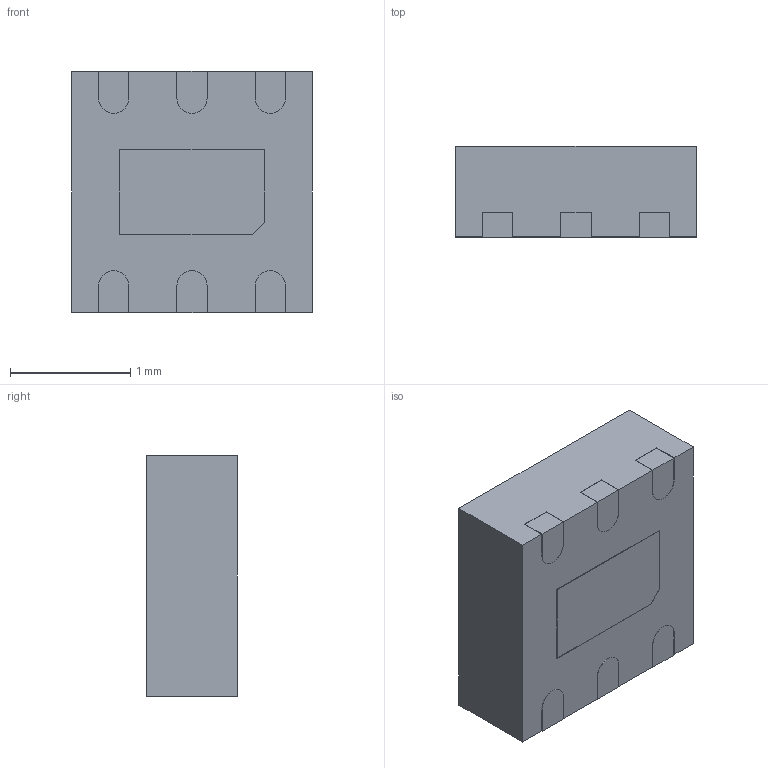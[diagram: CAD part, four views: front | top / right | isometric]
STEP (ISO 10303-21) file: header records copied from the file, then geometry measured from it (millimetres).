
FILE_DESCRIPTION (( 'STEP AP214' ), '1' );
FILE_NAME ('User Library-DFN 6 2x2.STEP', '2021-04-01T12:16:22', ( '' ), ( '' ), 'SwSTEP 2.0', 'SolidWorks 2020', '' );
FILE_SCHEMA (( 'AUTOMOTIVE_DESIGN' ));
Length unit declared in the file: millimetre
Products named in the file (1): User Library-DFN 6 2x2
Bounding box: 2 x 0.75 x 2 mm (x, y, z)
Volume: 3 mm3; surface area: 14 mm2
Topology: 1 solids, 1 shells, 105 faces, 285 edges, 190 vertices
Faces by surface type: plane 78, bspline 16, cylinder 11
Entity records: 4271 total; most frequent: CARTESIAN_POINT 1581, ORIENTED_EDGE 570, DIRECTION 455, EDGE_CURVE 285, VECTOR 231, LINE 231, VERTEX_POINT 190, EDGE_LOOP 113
